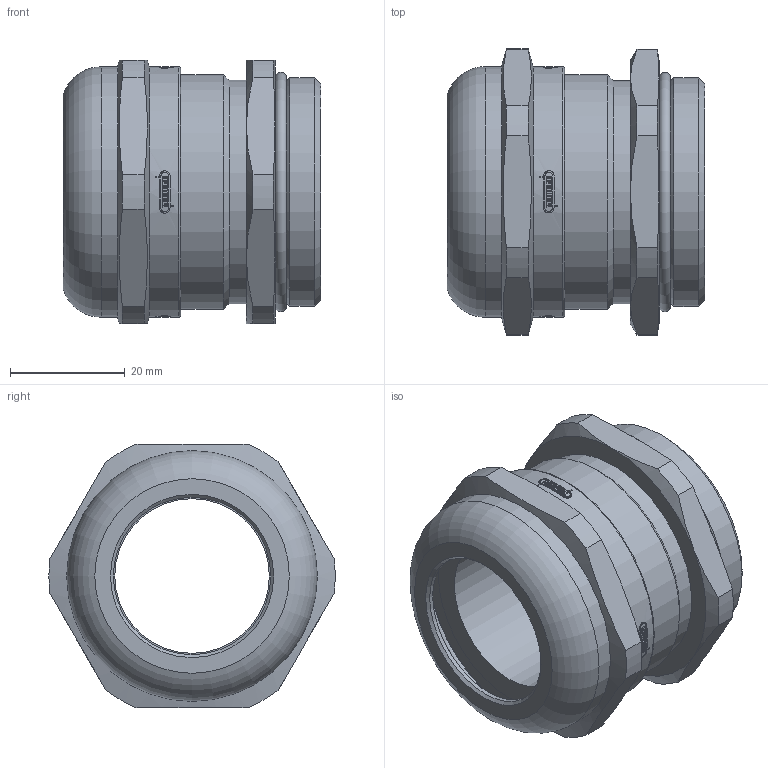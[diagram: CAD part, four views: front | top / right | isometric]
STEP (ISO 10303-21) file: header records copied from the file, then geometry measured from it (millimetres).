
FILE_DESCRIPTION(/* description */ ('HSK-M-EMV Metr.-Cable Glands'),/* implementation_level */ '2;1');
FILE_NAME(/* name */ '1691400052.stp',/* time_stamp */ '2021-10-13T10:09:12+02:00',/* author */ ('sl'),/* organization */ ('HUMMEL'),/* preprocessor_version */ 'ST-DEVELOPER v16.5',/* originating_system */ 'Autodesk Inventor 2017',/* authorisation */ '');
FILE_SCHEMA (('AUTOMOTIVE_DESIGN { 1 0 10303 214 3 1 1 }'));
Length unit declared in the file: millimetre
Products named in the file (5): HSK-M-EMV 1.691.4000.52; HSK-M-EMV 1.691.4000.52-Gland; HSK-M-EMV 1.691.4000.52-Nut; HSK-M-EMV 1.691.4000.52-Clamping insert; HSK-M-EMV 1.691.4000.52-Sealing insert
Assembly tree (4 placements, depth 2):
  HSK-M-EMV 1.691.4000.52
    HSK-M-EMV 1.691.4000.52-Gland
    HSK-M-EMV 1.691.4000.52-Nut
    HSK-M-EMV 1.691.4000.52-Clamping insert
    HSK-M-EMV 1.691.4000.52-Sealing insert
Bounding box: 45 x 49.98 x 46 mm (x, y, z)
Volume: 37079.9 mm3; surface area: 28730.2 mm2
Topology: 4 solids, 8 shells, 433 faces, 1130 edges, 744 vertices
Faces by surface type: plane 332, cylinder 71, cone 26, torus 4
Full cylindrical faces by diameter (mm): 27 x1, 27.3 x1, 27.5 x1, 34.5 x2, 34.9 x2, 36.5 x2, 37.8 x1, 38 x2, 39 x1, 39.7 x2, 40 x1, 41 x1, 43.8 x2
Entity records: 13766 total; most frequent: CARTESIAN_POINT 2944, DIRECTION 2286, ORIENTED_EDGE 2182, EDGE_CURVE 1091, AXIS2_PLACEMENT_3D 825, VERTEX_POINT 739, LINE 636, VECTOR 636
